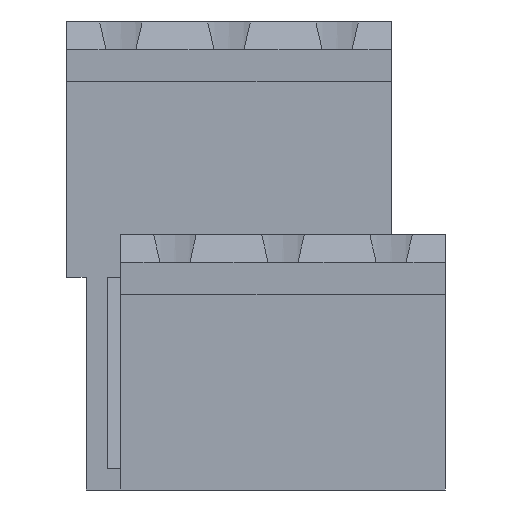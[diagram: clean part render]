
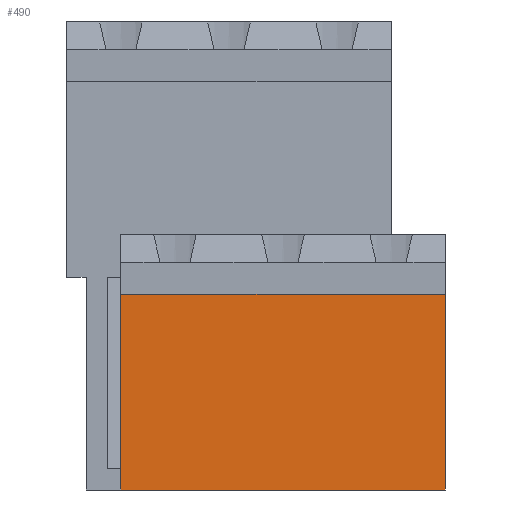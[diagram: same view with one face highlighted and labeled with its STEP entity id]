
A CAD part, front view. The second image highlights one B-rep face of the part: STEP entity #490.
In plain terms, the highlighted planar face has unit normal (0, -1, 0).
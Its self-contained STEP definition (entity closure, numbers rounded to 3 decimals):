
#490 = ADVANCED_FACE( '', ( #1162 ), #1163, .F. );
#1162 = FACE_OUTER_BOUND( '', #2064, .T. );
#1163 = PLANE( '', #2065 );
#2064 = EDGE_LOOP( '', ( #3208, #3209, #3210, #3211 ) );
#2065 = AXIS2_PLACEMENT_3D( '', #3212, #3213, #3214 );
#3208 = ORIENTED_EDGE( '', *, *, #5844, .F. );
#3209 = ORIENTED_EDGE( '', *, *, #5845, .F. );
#3210 = ORIENTED_EDGE( '', *, *, #5846, .F. );
#3211 = ORIENTED_EDGE( '', *, *, #5847, .F. );
#3212 = CARTESIAN_POINT( '', ( 0., -18.85, 0. ) );
#3213 = DIRECTION( '', ( 0., 1., 0. ) );
#3214 = DIRECTION( '', ( 0., 0., 1. ) );
#5844 = EDGE_CURVE( '', #7135, #7136, #7137, .T. );
#5845 = EDGE_CURVE( '', #7138, #7135, #7139, .T. );
#5846 = EDGE_CURVE( '', #7140, #7138, #7141, .T. );
#5847 = EDGE_CURVE( '', #7136, #7140, #7142, .T. );
#7135 = VERTEX_POINT( '', #8958 );
#7136 = VERTEX_POINT( '', #8959 );
#7137 = LINE( '', #8960, #8961 );
#7138 = VERTEX_POINT( '', #8962 );
#7139 = LINE( '', #8963, #8964 );
#7140 = VERTEX_POINT( '', #8965 );
#7141 = LINE( '', #8966, #8967 );
#7142 = LINE( '', #8968, #8969 );
#8958 = CARTESIAN_POINT( '', ( -5.08, -18.85, -11. ) );
#8959 = CARTESIAN_POINT( '', ( -5.08, -18.85, -1.8 ) );
#8960 = CARTESIAN_POINT( '', ( -5.08, -18.85, -11. ) );
#8961 = VECTOR( '', #10945, 1000. );
#8962 = CARTESIAN_POINT( '', ( 10.16, -18.85, -11. ) );
#8963 = CARTESIAN_POINT( '', ( 10.16, -18.85, -11. ) );
#8964 = VECTOR( '', #10946, 1000. );
#8965 = CARTESIAN_POINT( '', ( 10.16, -18.85, -1.8 ) );
#8966 = CARTESIAN_POINT( '', ( 10.16, -18.85, -1.8 ) );
#8967 = VECTOR( '', #10947, 1000. );
#8968 = CARTESIAN_POINT( '', ( -5.08, -18.85, -1.8 ) );
#8969 = VECTOR( '', #10948, 1000. );
#10945 = DIRECTION( '', ( 0., 0., 1. ) );
#10946 = DIRECTION( '', ( -1., 0., 0. ) );
#10947 = DIRECTION( '', ( 0., 0., -1. ) );
#10948 = DIRECTION( '', ( 1., 0., 0. ) );
